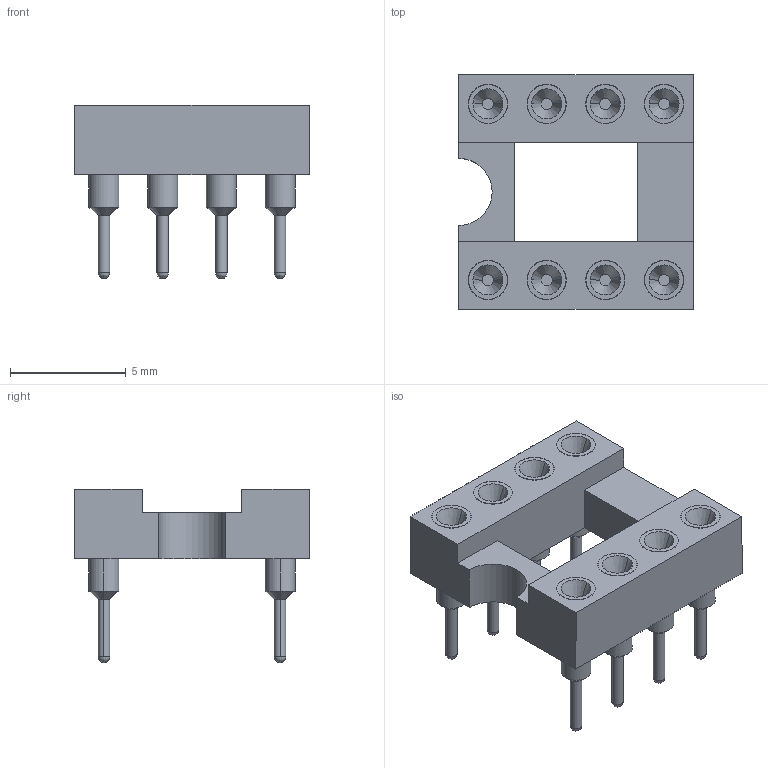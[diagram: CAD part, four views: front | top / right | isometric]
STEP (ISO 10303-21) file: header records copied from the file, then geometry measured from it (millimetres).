
FILE_DESCRIPTION (( 'STEP AP214' ), '1' );
FILE_NAME ('User Library-8pin 0.3inch 2.54mm IC DIP Socket Round Hole.STEP', '2017-01-30T05:12:32', ( 'Windows User' ), ( '' ), 'SwSTEP 2.0', 'SolidWorks 2017', '' );
FILE_SCHEMA (( 'AUTOMOTIVE_DESIGN' ));
Length unit declared in the file: millimetre
Products named in the file (1): User Library-8pin 0.3inch 2.54mm IC DIP Socket Round Hole
Bounding box: 10.16 x 10.16 x 7.51 mm (x, y, z)
Volume: 224.9 mm3; surface area: 667.4 mm2
Topology: 1 solids, 1 shells, 183 faces, 394 edges, 236 vertices
Faces by surface type: cylinder 97, plane 46, cone 32, bspline 8
Entity records: 6412 total; most frequent: DIRECTION 940, CARTESIAN_POINT 918, ORIENTED_EDGE 756, AXIS2_PLACEMENT_3D 386, EDGE_CURVE 378, VERTEX_POINT 236, EDGE_LOOP 224, CIRCLE 210
